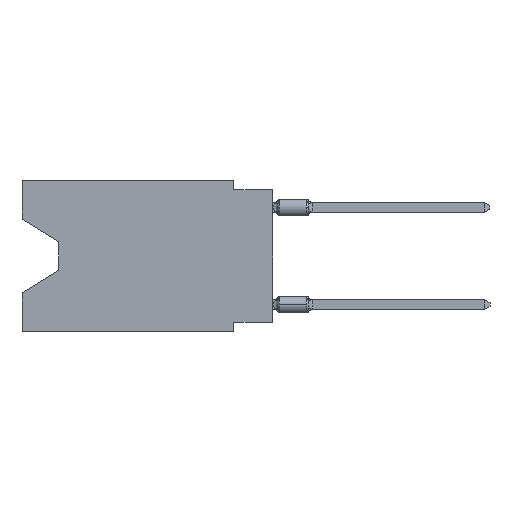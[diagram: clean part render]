
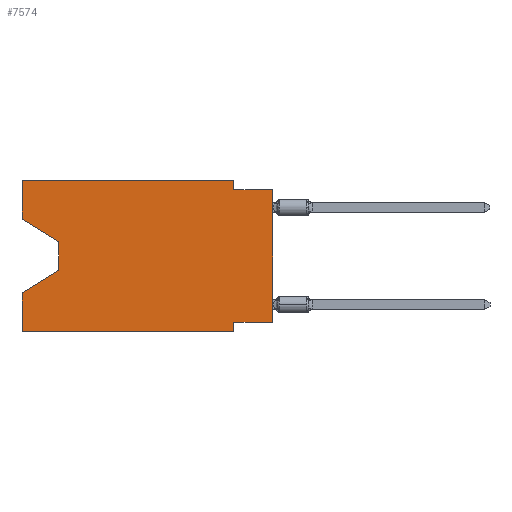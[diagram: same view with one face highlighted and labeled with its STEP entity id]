
A CAD part, left-side view. The second image highlights one B-rep face of the part: STEP entity #7574.
In plain terms, the highlighted planar face has unit normal (-1, 0, 0).
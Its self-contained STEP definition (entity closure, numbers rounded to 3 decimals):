
#290 = DIRECTION ( 'NONE',  ( 0., -1., 0. ) ) ;
#337 = EDGE_CURVE ( 'NONE', #2631, #2241, #27304, .T. ) ;
#695 = ORIENTED_EDGE ( 'NONE', *, *, #18086, .T. ) ;
#1318 = VERTEX_POINT ( 'NONE', #24885 ) ;
#1718 = CARTESIAN_POINT ( 'NONE',  ( 0., 0., -0.635 ) ) ;
#1866 = LINE ( 'NONE', #10609, #9220 ) ;
#1926 = PLANE ( 'NONE',  #18892 ) ;
#2008 = ORIENTED_EDGE ( 'NONE', *, *, #15962, .T. ) ;
#2241 = VERTEX_POINT ( 'NONE', #15029 ) ;
#2467 = LINE ( 'NONE', #15424, #6683 ) ;
#2631 = VERTEX_POINT ( 'NONE', #10490 ) ;
#3116 = VERTEX_POINT ( 'NONE', #13123 ) ;
#3132 = LINE ( 'NONE', #11866, #14843 ) ;
#3225 = ORIENTED_EDGE ( 'NONE', *, *, #23461, .T. ) ;
#3350 = CARTESIAN_POINT ( 'NONE',  ( 0., 16.383, 0. ) ) ;
#3365 = CARTESIAN_POINT ( 'NONE',  ( 0., 2.54, -9.906 ) ) ;
#5055 = EDGE_CURVE ( 'NONE', #2241, #28248, #19592, .T. ) ;
#5447 = DIRECTION ( 'NONE',  ( 0., 0., 1. ) ) ;
#5775 = LINE ( 'NONE', #3350, #19516 ) ;
#6086 = LINE ( 'NONE', #3365, #15381 ) ;
#6585 = ORIENTED_EDGE ( 'NONE', *, *, #27095, .F. ) ;
#6683 = VECTOR ( 'NONE', #17439, 1000. ) ;
#7531 = LINE ( 'NONE', #27391, #26926 ) ;
#7574 = ADVANCED_FACE ( 'NONE', ( #10526 ), #1926, .F. ) ;
#7940 = DIRECTION ( 'NONE',  ( 0., 0., -1. ) ) ;
#8061 = DIRECTION ( 'NONE',  ( 1., 0., 0. ) ) ;
#8150 = DIRECTION ( 'NONE',  ( 0., 0.855, -0.519 ) ) ;
#8668 = LINE ( 'NONE', #24079, #15289 ) ;
#8876 = ORIENTED_EDGE ( 'NONE', *, *, #5055, .F. ) ;
#9220 = VECTOR ( 'NONE', #8150, 1000. ) ;
#9676 = VECTOR ( 'NONE', #19702, 1000. ) ;
#9859 = CARTESIAN_POINT ( 'NONE',  ( 0., 2.54, 0. ) ) ;
#9941 = EDGE_CURVE ( 'NONE', #28248, #1318, #7531, .T. ) ;
#9989 = DIRECTION ( 'NONE',  ( 0., 1., 0. ) ) ;
#10490 = CARTESIAN_POINT ( 'NONE',  ( 0., 16.383, -2.546 ) ) ;
#10526 = FACE_OUTER_BOUND ( 'NONE', #17046, .T. ) ;
#10549 = EDGE_CURVE ( 'NONE', #25761, #14967, #5775, .T. ) ;
#10609 = CARTESIAN_POINT ( 'NONE',  ( 0., 13.97, -5.893 ) ) ;
#11584 = DIRECTION ( 'NONE',  ( 0., -1., 0. ) ) ;
#11866 = CARTESIAN_POINT ( 'NONE',  ( 0., 0., -0.635 ) ) ;
#12533 = DIRECTION ( 'NONE',  ( 0., 0., 1. ) ) ;
#13028 = LINE ( 'NONE', #26702, #9676 ) ;
#13123 = CARTESIAN_POINT ( 'NONE',  ( 0., 2.54, -9.271 ) ) ;
#13564 = CARTESIAN_POINT ( 'NONE',  ( 0., 16.383, -7.36 ) ) ;
#13976 = VERTEX_POINT ( 'NONE', #1718 ) ;
#14115 = EDGE_CURVE ( 'NONE', #21104, #17646, #13028, .T. ) ;
#14501 = ORIENTED_EDGE ( 'NONE', *, *, #10549, .F. ) ;
#14843 = VECTOR ( 'NONE', #11584, 1000. ) ;
#14967 = VERTEX_POINT ( 'NONE', #13564 ) ;
#15029 = CARTESIAN_POINT ( 'NONE',  ( 0., 16.383, 0. ) ) ;
#15289 = VECTOR ( 'NONE', #15974, 1000. ) ;
#15381 = VECTOR ( 'NONE', #7940, 1000. ) ;
#15424 = CARTESIAN_POINT ( 'NONE',  ( 0., 16.383, -9.906 ) ) ;
#15962 = EDGE_CURVE ( 'NONE', #17646, #14967, #1866, .T. ) ;
#15974 = DIRECTION ( 'NONE',  ( 0., -0.855, -0.519 ) ) ;
#16257 = CARTESIAN_POINT ( 'NONE',  ( 0., 2.54, -9.906 ) ) ;
#16795 = VECTOR ( 'NONE', #5447, 1000. ) ;
#17046 = EDGE_LOOP ( 'NONE', ( #695, #25173, #2008, #14501, #3225, #6585, #22036, #19967, #24240, #17766, #8876, #23192 ) ) ;
#17073 = CARTESIAN_POINT ( 'NONE',  ( 0., 13.97, -5.893 ) ) ;
#17422 = CARTESIAN_POINT ( 'NONE',  ( 0., 16.383, 0. ) ) ;
#17439 = DIRECTION ( 'NONE',  ( 0., -1., 0. ) ) ;
#17646 = VERTEX_POINT ( 'NONE', #17073 ) ;
#17766 = ORIENTED_EDGE ( 'NONE', *, *, #9941, .F. ) ;
#18086 = EDGE_CURVE ( 'NONE', #2631, #21104, #8668, .T. ) ;
#18132 = DIRECTION ( 'NONE',  ( 0., 0., 1. ) ) ;
#18484 = CARTESIAN_POINT ( 'NONE',  ( 0., 0., -9.271 ) ) ;
#18557 = CARTESIAN_POINT ( 'NONE',  ( 0., 16.383, 0. ) ) ;
#18783 = CARTESIAN_POINT ( 'NONE',  ( 0., 0., -9.271 ) ) ;
#18892 = AXIS2_PLACEMENT_3D ( 'NONE', #21191, #8061, #24055 ) ;
#19235 = LINE ( 'NONE', #18783, #20546 ) ;
#19516 = VECTOR ( 'NONE', #12533, 1000. ) ;
#19592 = LINE ( 'NONE', #17422, #25193 ) ;
#19702 = DIRECTION ( 'NONE',  ( 0., 0., -1. ) ) ;
#19888 = LINE ( 'NONE', #24889, #25063 ) ;
#19967 = ORIENTED_EDGE ( 'NONE', *, *, #24763, .T. ) ;
#20546 = VECTOR ( 'NONE', #9989, 1000. ) ;
#21104 = VERTEX_POINT ( 'NONE', #25898 ) ;
#21191 = CARTESIAN_POINT ( 'NONE',  ( 0., 16.383, 0. ) ) ;
#21910 = EDGE_CURVE ( 'NONE', #26826, #3116, #19235, .T. ) ;
#22036 = ORIENTED_EDGE ( 'NONE', *, *, #21910, .F. ) ;
#23192 = ORIENTED_EDGE ( 'NONE', *, *, #337, .F. ) ;
#23461 = EDGE_CURVE ( 'NONE', #25761, #23626, #2467, .T. ) ;
#23626 = VERTEX_POINT ( 'NONE', #16257 ) ;
#24055 = DIRECTION ( 'NONE',  ( 0., 0., -1. ) ) ;
#24079 = CARTESIAN_POINT ( 'NONE',  ( 0., 16.383, -2.546 ) ) ;
#24240 = ORIENTED_EDGE ( 'NONE', *, *, #25351, .F. ) ;
#24763 = EDGE_CURVE ( 'NONE', #26826, #13976, #19888, .T. ) ;
#24885 = CARTESIAN_POINT ( 'NONE',  ( 0., 2.54, -0.635 ) ) ;
#24889 = CARTESIAN_POINT ( 'NONE',  ( 0., 0., 0. ) ) ;
#24963 = DIRECTION ( 'NONE',  ( 0., 0., -1. ) ) ;
#25063 = VECTOR ( 'NONE', #18132, 1000. ) ;
#25173 = ORIENTED_EDGE ( 'NONE', *, *, #14115, .T. ) ;
#25193 = VECTOR ( 'NONE', #290, 1000. ) ;
#25351 = EDGE_CURVE ( 'NONE', #1318, #13976, #3132, .T. ) ;
#25761 = VERTEX_POINT ( 'NONE', #27227 ) ;
#25898 = CARTESIAN_POINT ( 'NONE',  ( 0., 13.97, -4.013 ) ) ;
#26702 = CARTESIAN_POINT ( 'NONE',  ( 0., 13.97, -4.013 ) ) ;
#26826 = VERTEX_POINT ( 'NONE', #18484 ) ;
#26926 = VECTOR ( 'NONE', #24963, 1000. ) ;
#27095 = EDGE_CURVE ( 'NONE', #3116, #23626, #6086, .T. ) ;
#27227 = CARTESIAN_POINT ( 'NONE',  ( 0., 16.383, -9.906 ) ) ;
#27304 = LINE ( 'NONE', #18557, #16795 ) ;
#27391 = CARTESIAN_POINT ( 'NONE',  ( 0., 2.54, 0. ) ) ;
#28248 = VERTEX_POINT ( 'NONE', #9859 ) ;
